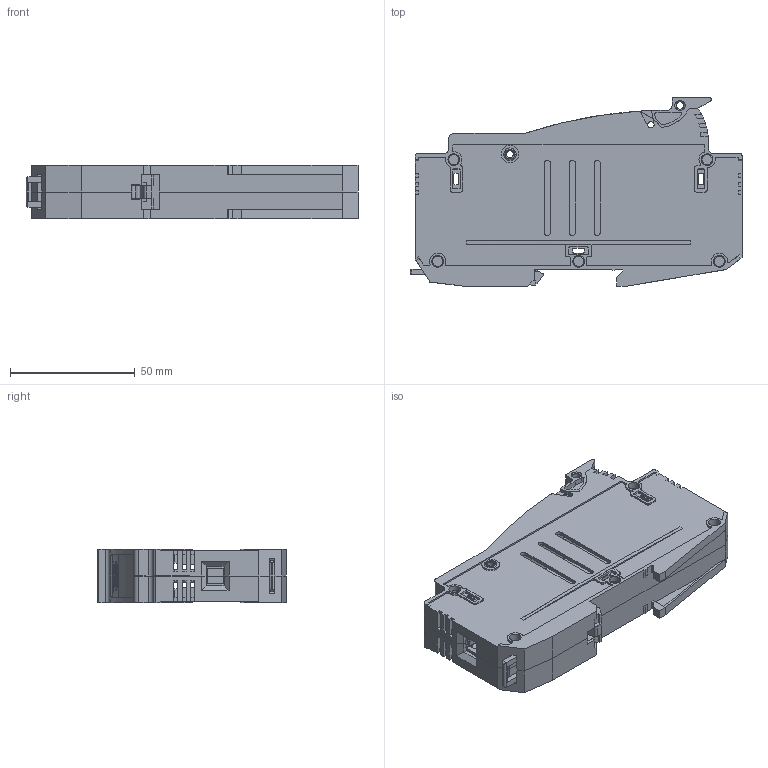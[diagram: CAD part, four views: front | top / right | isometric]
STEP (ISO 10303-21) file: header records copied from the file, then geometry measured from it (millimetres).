
FILE_DESCRIPTION((''),'2;1');
FILE_NAME('EFH1014DC1P_ASM','2022-06-02T10:35:54',('klemen.sitar'),('Audax d.o.o.'),'CREO PARAMETRIC BY PTC INC, 2021304','CREO PARAMETRIC BY PTC INC, 2021304','');
FILE_SCHEMA(('AP242_MANAGED_MODEL_BASED_3D_ENGINEERING_MIM_LF { 1 0 10303 442 1 1 4 }'));
Products named in the file (10): 0000070580_1; 0000070592_1; 0000070576_1; 0000070587_1; 0000000326_1; 0000029644_1; 0000011729_1; 0000001499_1; ETI_LOGO; EFH1014DC1P_ASM
Assembly tree (16 placements, depth 2):
  EFH1014DC1P_ASM
    0000070580_1
    0000070592_1
    0000070576_1
    0000070587_1
    0000000326_1  x5
    0000029644_1  x2
    0000011729_1  x2
    0000001499_1  x2
    ETI_LOGO
Bounding box: 133.06 x 75.7 x 21.5 mm (x, y, z)
Volume: 50952.6 mm3; surface area: 69452.2 mm2
Topology: 18 solids, 20 shells, 4165 faces, 11949 edges, 7970 vertices
Faces by surface type: plane 2405, extrusion 972, cylinder 642, cone 66, torus 60, bspline 12, sphere 8
Entity records: 201615 total; most frequent: CARTESIAN_POINT 35867, ORIENTED_EDGE 22318, DIRECTION 17474, PRESENTATION_STYLE_ASSIGNMENT 16038, STYLED_ITEM 16038, CURVE_STYLE 12144, EDGE_CURVE 11161, VECTOR 8440
